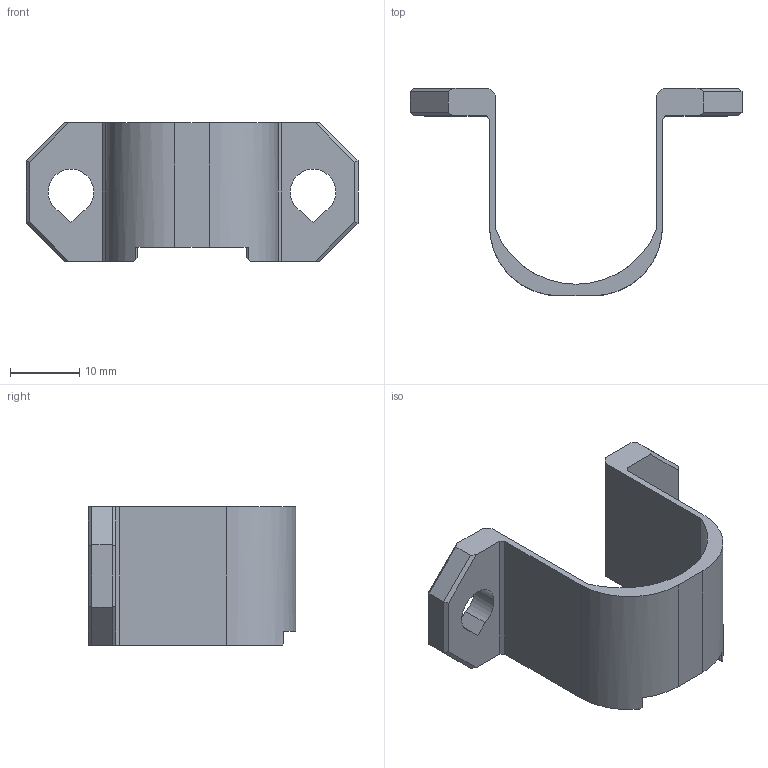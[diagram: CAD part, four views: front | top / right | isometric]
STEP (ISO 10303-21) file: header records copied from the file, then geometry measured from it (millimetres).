
FILE_DESCRIPTION(/* description */ (''),/* implementation_level */ '2;1');
FILE_NAME(/* name */ 'Y-rod-support-Cover_B.stp',/* time_stamp */ '2022-05-20T16:02:44+09:00',/* author */ ('k1020'),/* organization */ (''),/* preprocessor_version */ 'ST-DEVELOPER v17',/* originating_system */ 'Autodesk Inventor 2019',/* authorisation */ '');
FILE_SCHEMA (('AUTOMOTIVE_DESIGN { 1 0 10303 214 3 1 1 }'));
Length unit declared in the file: millimetre
Products named in the file (1): Y-rod-support3-C
Bounding box: 48 x 30 x 20 mm (x, y, z)
Volume: 3204 mm3; surface area: 4014.7 mm2
Topology: 1 solids, 1 shells, 52 faces, 142 edges, 92 vertices
Faces by surface type: plane 43, cylinder 7, cone 2
Entity records: 1705 total; most frequent: CARTESIAN_POINT 315, ORIENTED_EDGE 284, DIRECTION 260, EDGE_CURVE 142, LINE 114, VECTOR 114, VERTEX_POINT 92, AXIS2_PLACEMENT_3D 73
